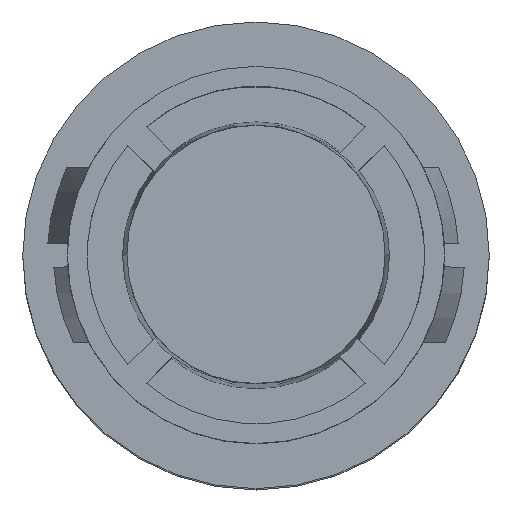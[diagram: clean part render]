
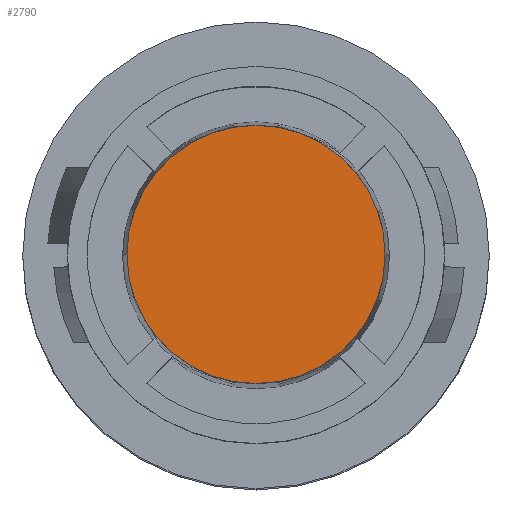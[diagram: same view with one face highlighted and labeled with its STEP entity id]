
A CAD part, top view. The second image highlights one B-rep face of the part: STEP entity #2790.
In plain terms, the highlighted planar face has unit normal (0, 0, 1).
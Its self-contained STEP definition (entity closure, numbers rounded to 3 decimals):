
#449 = CIRCLE ( 'NONE', #4216, 6.5 ) ;
#1115 = EDGE_CURVE ( 'NONE', #4681, #2189, #449, .T. ) ;
#1306 = DIRECTION ( 'NONE',  ( 0., 0., 1. ) ) ;
#1464 = CIRCLE ( 'NONE', #4684, 6.5 ) ;
#1520 = CARTESIAN_POINT ( 'NONE',  ( 0., 0., 76.785 ) ) ;
#1550 = FACE_OUTER_BOUND ( 'NONE', #3813, .T. ) ;
#1903 = PLANE ( 'NONE',  #4129 ) ;
#2189 = VERTEX_POINT ( 'NONE', #5544 ) ;
#2417 = CARTESIAN_POINT ( 'NONE',  ( 0., 0., 76.785 ) ) ;
#2446 = DIRECTION ( 'NONE',  ( 1., 0., 0. ) ) ;
#2790 = ADVANCED_FACE ( 'NONE', ( #1550 ), #1903, .T. ) ;
#2947 = CARTESIAN_POINT ( 'NONE',  ( -6.5, 0., 76.785 ) ) ;
#3274 = DIRECTION ( 'NONE',  ( 0., 0., 1. ) ) ;
#3335 = DIRECTION ( 'NONE',  ( 0., 0., 1. ) ) ;
#3656 = DIRECTION ( 'NONE',  ( 1., 0., 0. ) ) ;
#3742 = EDGE_CURVE ( 'NONE', #2189, #4681, #1464, .T. ) ;
#3759 = ORIENTED_EDGE ( 'NONE', *, *, #1115, .T. ) ;
#3813 = EDGE_LOOP ( 'NONE', ( #4751, #3759 ) ) ;
#4129 = AXIS2_PLACEMENT_3D ( 'NONE', #1520, #3274, #3656 ) ;
#4216 = AXIS2_PLACEMENT_3D ( 'NONE', #2417, #3335, #2446 ) ;
#4681 = VERTEX_POINT ( 'NONE', #2947 ) ;
#4684 = AXIS2_PLACEMENT_3D ( 'NONE', #4755, #1306, #4815 ) ;
#4751 = ORIENTED_EDGE ( 'NONE', *, *, #3742, .T. ) ;
#4755 = CARTESIAN_POINT ( 'NONE',  ( 0., 0., 76.785 ) ) ;
#4815 = DIRECTION ( 'NONE',  ( 1., 0., 0. ) ) ;
#5544 = CARTESIAN_POINT ( 'NONE',  ( 6.5, 0., 76.785 ) ) ;
